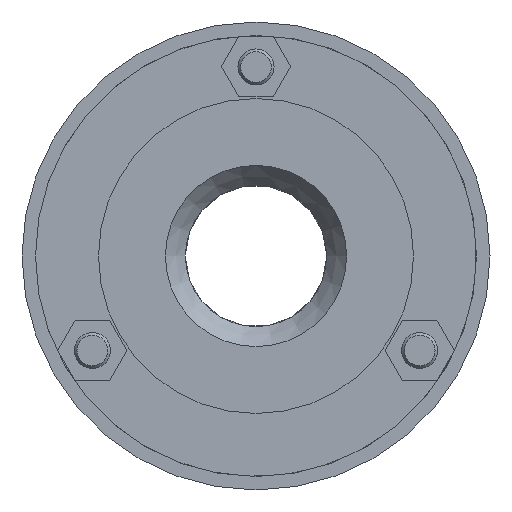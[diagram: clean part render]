
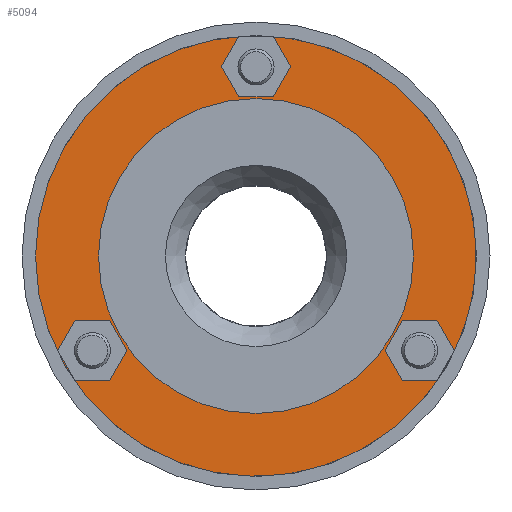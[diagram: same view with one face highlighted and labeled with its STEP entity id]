
A CAD part, front view. The second image highlights one B-rep face of the part: STEP entity #5094.
In plain terms, the highlighted planar face has unit normal (0, -1, 0).
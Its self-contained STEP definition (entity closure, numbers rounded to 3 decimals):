
#114=FACE_BOUND('',#1724,.T.);
#115=FACE_BOUND('',#1725,.T.);
#116=FACE_BOUND('',#1726,.T.);
#117=FACE_BOUND('',#1727,.T.);
#279=PLANE('',#5527);
#520=LINE('',#11624,#861);
#523=LINE('',#11629,#864);
#525=LINE('',#11633,#866);
#527=LINE('',#11637,#868);
#529=LINE('',#11641,#870);
#531=LINE('',#11644,#872);
#538=LINE('',#11663,#879);
#541=LINE('',#11668,#882);
#543=LINE('',#11672,#884);
#545=LINE('',#11676,#886);
#547=LINE('',#11680,#888);
#549=LINE('',#11683,#890);
#556=LINE('',#11702,#897);
#559=LINE('',#11707,#900);
#561=LINE('',#11711,#902);
#563=LINE('',#11715,#904);
#565=LINE('',#11719,#906);
#567=LINE('',#11722,#908);
#861=VECTOR('',#6343,5.774);
#864=VECTOR('',#6348,5.774);
#866=VECTOR('',#6352,5.774);
#868=VECTOR('',#6356,5.774);
#870=VECTOR('',#6360,5.774);
#872=VECTOR('',#6364,5.774);
#879=VECTOR('',#6377,5.774);
#882=VECTOR('',#6382,5.774);
#884=VECTOR('',#6386,5.774);
#886=VECTOR('',#6390,5.774);
#888=VECTOR('',#6394,5.774);
#890=VECTOR('',#6398,5.774);
#897=VECTOR('',#6411,5.774);
#900=VECTOR('',#6416,5.774);
#902=VECTOR('',#6420,5.774);
#904=VECTOR('',#6424,5.774);
#906=VECTOR('',#6428,5.774);
#908=VECTOR('',#6432,5.774);
#1339=FACE_OUTER_BOUND('',#1723,.T.);
#1723=EDGE_LOOP('',(#4723));
#1724=EDGE_LOOP('',(#4724,#4725,#4726,#4727,#4728,#4729));
#1725=EDGE_LOOP('',(#4730,#4731,#4732,#4733,#4734,#4735));
#1726=EDGE_LOOP('',(#4736,#4737,#4738,#4739,#4740,#4741));
#1727=EDGE_LOOP('',(#4742));
#2104=CIRCLE('',#5526,26.25);
#2105=CIRCLE('',#5528,36.75);
#2483=VERTEX_POINT('',#11622);
#2484=VERTEX_POINT('',#11623);
#2485=VERTEX_POINT('',#11628);
#2486=VERTEX_POINT('',#11632);
#2487=VERTEX_POINT('',#11636);
#2488=VERTEX_POINT('',#11640);
#2496=VERTEX_POINT('',#11661);
#2497=VERTEX_POINT('',#11662);
#2498=VERTEX_POINT('',#11667);
#2499=VERTEX_POINT('',#11671);
#2500=VERTEX_POINT('',#11675);
#2501=VERTEX_POINT('',#11679);
#2509=VERTEX_POINT('',#11700);
#2510=VERTEX_POINT('',#11701);
#2511=VERTEX_POINT('',#11706);
#2512=VERTEX_POINT('',#11710);
#2513=VERTEX_POINT('',#11714);
#2514=VERTEX_POINT('',#11718);
#2600=VERTEX_POINT('',#11983);
#2601=VERTEX_POINT('',#11986);
#3162=EDGE_CURVE('',#2483,#2484,#520,.T.);
#3165=EDGE_CURVE('',#2484,#2485,#523,.T.);
#3167=EDGE_CURVE('',#2485,#2486,#525,.T.);
#3169=EDGE_CURVE('',#2486,#2487,#527,.T.);
#3171=EDGE_CURVE('',#2487,#2488,#529,.T.);
#3173=EDGE_CURVE('',#2488,#2483,#531,.T.);
#3181=EDGE_CURVE('',#2496,#2497,#538,.T.);
#3184=EDGE_CURVE('',#2497,#2498,#541,.T.);
#3186=EDGE_CURVE('',#2498,#2499,#543,.T.);
#3188=EDGE_CURVE('',#2499,#2500,#545,.T.);
#3190=EDGE_CURVE('',#2500,#2501,#547,.T.);
#3192=EDGE_CURVE('',#2501,#2496,#549,.T.);
#3200=EDGE_CURVE('',#2509,#2510,#556,.T.);
#3203=EDGE_CURVE('',#2510,#2511,#559,.T.);
#3205=EDGE_CURVE('',#2511,#2512,#561,.T.);
#3207=EDGE_CURVE('',#2512,#2513,#563,.T.);
#3209=EDGE_CURVE('',#2513,#2514,#565,.T.);
#3211=EDGE_CURVE('',#2514,#2509,#567,.T.);
#3315=EDGE_CURVE('',#2600,#2600,#2104,.T.);
#3316=EDGE_CURVE('',#2601,#2601,#2105,.T.);
#4723=ORIENTED_EDGE('',*,*,#3316,.F.);
#4724=ORIENTED_EDGE('',*,*,#3162,.T.);
#4725=ORIENTED_EDGE('',*,*,#3165,.T.);
#4726=ORIENTED_EDGE('',*,*,#3167,.T.);
#4727=ORIENTED_EDGE('',*,*,#3169,.T.);
#4728=ORIENTED_EDGE('',*,*,#3171,.T.);
#4729=ORIENTED_EDGE('',*,*,#3173,.T.);
#4730=ORIENTED_EDGE('',*,*,#3181,.T.);
#4731=ORIENTED_EDGE('',*,*,#3184,.T.);
#4732=ORIENTED_EDGE('',*,*,#3186,.T.);
#4733=ORIENTED_EDGE('',*,*,#3188,.T.);
#4734=ORIENTED_EDGE('',*,*,#3190,.T.);
#4735=ORIENTED_EDGE('',*,*,#3192,.T.);
#4736=ORIENTED_EDGE('',*,*,#3200,.T.);
#4737=ORIENTED_EDGE('',*,*,#3203,.T.);
#4738=ORIENTED_EDGE('',*,*,#3205,.T.);
#4739=ORIENTED_EDGE('',*,*,#3207,.T.);
#4740=ORIENTED_EDGE('',*,*,#3209,.T.);
#4741=ORIENTED_EDGE('',*,*,#3211,.T.);
#4742=ORIENTED_EDGE('',*,*,#3315,.T.);
#5094=ADVANCED_FACE('',(#1339,#114,#115,#116,#117),#279,.T.);
#5526=AXIS2_PLACEMENT_3D('',#11984,#6729,#6730);
#5527=AXIS2_PLACEMENT_3D('',#11985,#6731,#6732);
#5528=AXIS2_PLACEMENT_3D('',#11987,#6733,#6734);
#6343=DIRECTION('',(0.5,0.,-0.866));
#6348=DIRECTION('',(-0.5,0.,-0.866));
#6352=DIRECTION('',(-1.,0.,0.));
#6356=DIRECTION('',(-0.5,0.,0.866));
#6360=DIRECTION('',(0.5,0.,0.866));
#6364=DIRECTION('',(1.,0.,0.));
#6377=DIRECTION('',(0.5,0.,0.866));
#6382=DIRECTION('',(1.,0.,0.));
#6386=DIRECTION('',(0.5,0.,-0.866));
#6390=DIRECTION('',(-0.5,0.,-0.866));
#6394=DIRECTION('',(-1.,0.,0.));
#6398=DIRECTION('',(-0.5,0.,0.866));
#6411=DIRECTION('',(-1.,0.,0.));
#6416=DIRECTION('',(-0.5,0.,0.866));
#6420=DIRECTION('',(0.5,0.,0.866));
#6424=DIRECTION('',(1.,0.,0.));
#6428=DIRECTION('',(0.5,0.,-0.866));
#6432=DIRECTION('',(-0.5,0.,-0.866));
#6729=DIRECTION('center_axis',(0.,1.,0.));
#6730=DIRECTION('ref_axis',(1.,0.,0.));
#6731=DIRECTION('center_axis',(0.,-1.,0.));
#6732=DIRECTION('ref_axis',(0.,0.,-1.));
#6733=DIRECTION('center_axis',(0.,1.,0.));
#6734=DIRECTION('ref_axis',(1.,0.,0.));
#11622=CARTESIAN_POINT('',(-24.393,-19.265,-10.75));
#11623=CARTESIAN_POINT('',(-21.506,-19.265,-15.75));
#11624=CARTESIAN_POINT('',(-26.822,-19.265,-6.543));
#11628=CARTESIAN_POINT('',(-24.393,-19.265,-20.75));
#11629=CARTESIAN_POINT('',(-21.445,-19.265,-15.644));
#11632=CARTESIAN_POINT('',(-30.167,-19.265,-20.75));
#11633=CARTESIAN_POINT('',(-33.458,-19.265,-20.75));
#11636=CARTESIAN_POINT('',(-33.053,-19.265,-15.75));
#11637=CARTESIAN_POINT('',(-36.925,-19.265,-9.043));
#11640=CARTESIAN_POINT('',(-30.167,-19.265,-10.75));
#11641=CARTESIAN_POINT('',(-28.662,-19.265,-8.144));
#11644=CARTESIAN_POINT('',(-30.572,-19.265,-10.75));
#11661=CARTESIAN_POINT('',(21.506,-19.265,-15.75));
#11662=CARTESIAN_POINT('',(24.393,-19.265,-10.75));
#11663=CARTESIAN_POINT('',(19.078,-19.265,-19.957));
#11667=CARTESIAN_POINT('',(30.167,-19.265,-10.75));
#11668=CARTESIAN_POINT('',(-3.292,-19.265,-10.75));
#11671=CARTESIAN_POINT('',(33.053,-19.265,-15.75));
#11672=CARTESIAN_POINT('',(20.918,-19.265,5.269));
#11675=CARTESIAN_POINT('',(30.167,-19.265,-20.75));
#11676=CARTESIAN_POINT('',(26.294,-19.265,-27.457));
#11679=CARTESIAN_POINT('',(24.393,-19.265,-20.75));
#11680=CARTESIAN_POINT('',(-6.178,-19.265,-20.75));
#11683=CARTESIAN_POINT('',(10.814,-19.265,2.769));
#11700=CARTESIAN_POINT('',(2.887,-19.265,26.5));
#11701=CARTESIAN_POINT('',(-2.887,-19.265,26.5));
#11702=CARTESIAN_POINT('',(-19.818,-19.265,26.5));
#11706=CARTESIAN_POINT('',(-5.774,-19.265,31.5));
#11707=CARTESIAN_POINT('',(-2.826,-19.265,26.394));
#11710=CARTESIAN_POINT('',(-2.887,-19.265,36.5));
#11711=CARTESIAN_POINT('',(-15.022,-19.265,15.481));
#11714=CARTESIAN_POINT('',(2.887,-19.265,36.5));
#11715=CARTESIAN_POINT('',(-16.932,-19.265,36.5));
#11718=CARTESIAN_POINT('',(5.774,-19.265,31.5));
#11719=CARTESIAN_POINT('',(7.278,-19.265,28.894));
#11722=CARTESIAN_POINT('',(-7.805,-19.265,7.981));
#11983=CARTESIAN_POINT('',(-26.25,-19.265,0.));
#11984=CARTESIAN_POINT('Origin',(0.,-19.265,
0.));
#11985=CARTESIAN_POINT('Origin',(-36.75,-19.265,0.));
#11986=CARTESIAN_POINT('',(-36.75,-19.265,0.));
#11987=CARTESIAN_POINT('Origin',(0.,-19.265,
0.));
